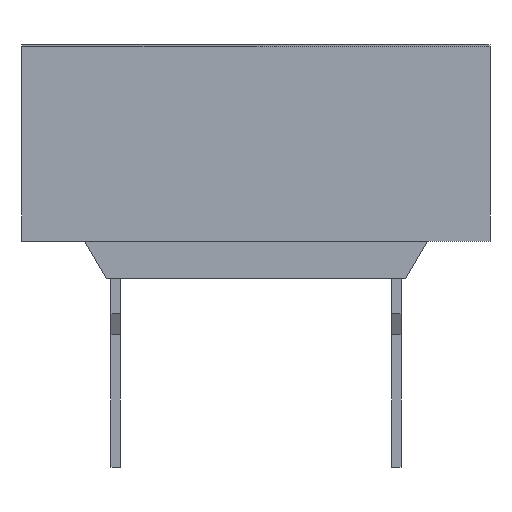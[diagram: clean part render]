
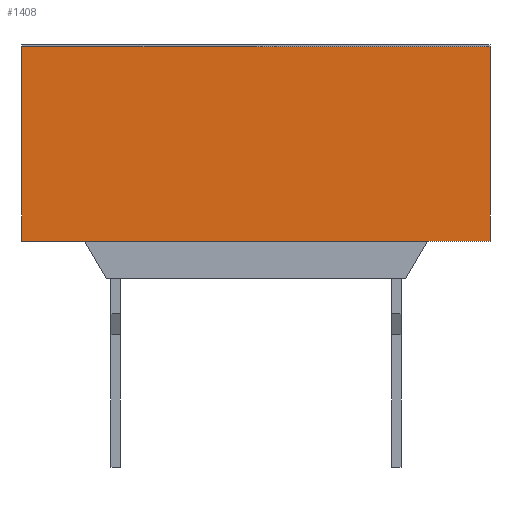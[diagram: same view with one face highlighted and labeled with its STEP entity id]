
A CAD part, front view. The second image highlights one B-rep face of the part: STEP entity #1408.
In plain terms, the highlighted free-form (B-spline) face has degree [1, 1] with [2, 2] control points.
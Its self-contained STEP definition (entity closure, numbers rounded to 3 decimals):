
#1280=CARTESIAN_POINT('',(6.35,-9.65,7.82));
#1281=VERTEX_POINT('',#1280);
#1296=CARTESIAN_POINT('',(-6.35,-9.65,7.82));
#1297=VERTEX_POINT('',#1296);
#1304=CARTESIAN_POINT('',(6.35,-9.65,7.82));
#1305=DIRECTION('',(-1.0,0.0,0.0));
#1306=VECTOR('',#1305,12.7);
#1307=LINE('',#1304,#1306);
#1308=EDGE_CURVE('',#1281,#1297,#1307,.T.);
#1318=CARTESIAN_POINT('',(6.35,-9.65,2.54));
#1319=VERTEX_POINT('',#1318);
#1328=CARTESIAN_POINT('',(-6.35,-9.65,2.54));
#1329=VERTEX_POINT('',#1328);
#1330=CARTESIAN_POINT('',(-6.35,-9.65,2.54));
#1331=DIRECTION('',(1.0,0.0,0.0));
#1332=VECTOR('',#1331,12.7);
#1333=LINE('',#1330,#1332);
#1334=EDGE_CURVE('',#1329,#1319,#1333,.T.);
#1380=CARTESIAN_POINT('',(-6.35,-9.65,7.82));
#1381=DIRECTION('',(0.0,0.0,-1.0));
#1382=VECTOR('',#1381,5.28);
#1383=LINE('',#1380,#1382);
#1384=EDGE_CURVE('',#1297,#1329,#1383,.T.);
#1392=CARTESIAN_POINT('',(6.35,-9.65,7.82));
#1393=CARTESIAN_POINT('',(6.35,-9.65,2.54));
#1394=CARTESIAN_POINT('',(-6.35,-9.65,7.82));
#1395=CARTESIAN_POINT('',(-6.35,-9.65,2.54));
#1396=B_SPLINE_SURFACE_WITH_KNOTS('',1,1,((#1392,#1394),(#1393,#1395)),.UNSPECIFIED.,.F.,.F.,.U.,(2,2),(2,2),(0.0,5.28),(0.0,12.7),.UNSPECIFIED.);
#1397=CARTESIAN_POINT('',(6.35,-9.65,7.82));
#1398=DIRECTION('',(0.0,0.0,-1.0));
#1399=VECTOR('',#1398,5.28);
#1400=LINE('',#1397,#1399);
#1401=EDGE_CURVE('',#1281,#1319,#1400,.T.);
#1402=ORIENTED_EDGE('',*,*,#1401,.F.);
#1403=ORIENTED_EDGE('',*,*,#1308,.T.);
#1404=ORIENTED_EDGE('',*,*,#1384,.T.);
#1405=ORIENTED_EDGE('',*,*,#1334,.T.);
#1406=EDGE_LOOP('',(#1402,#1403,#1404,#1405));
#1407=FACE_OUTER_BOUND('',#1406,.T.);
#1408=ADVANCED_FACE('',(#1407),#1396,.F.);
